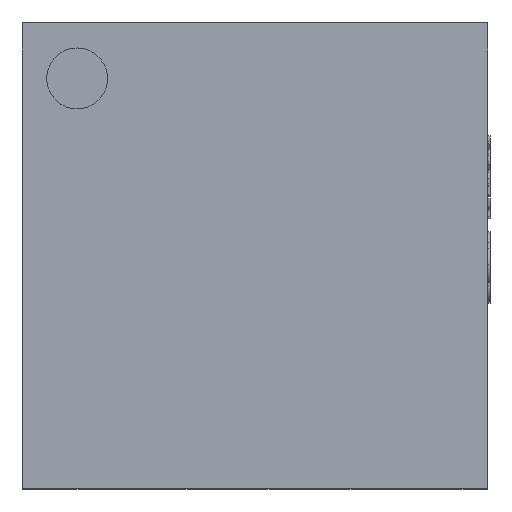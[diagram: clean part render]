
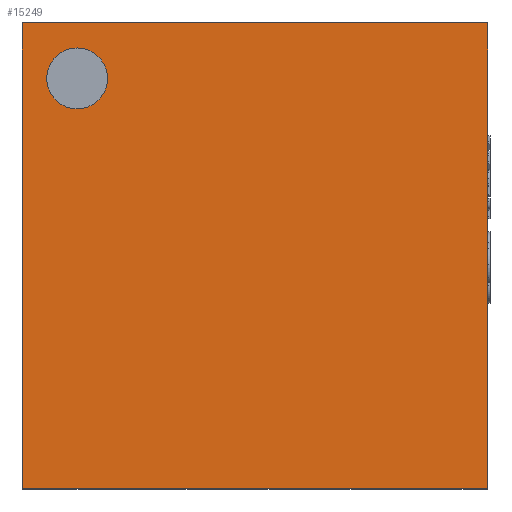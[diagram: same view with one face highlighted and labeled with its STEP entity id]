
A CAD part, top view. The second image highlights one B-rep face of the part: STEP entity #15249.
In plain terms, the highlighted planar face has unit normal (0, 0, 1).
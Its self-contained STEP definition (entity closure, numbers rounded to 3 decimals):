
#60 = DIRECTION ( 'NONE',  ( -1., 0., 0. ) ) ;
#276 = EDGE_CURVE ( 'NONE', #13530, #5154, #5318, .T. ) ;
#438 = AXIS2_PLACEMENT_3D ( 'NONE', #6554, #11758, #60 ) ;
#554 = VECTOR ( 'NONE', #5167, 1000. ) ;
#1182 = DIRECTION ( 'NONE',  ( 0., 0., 1. ) ) ;
#1508 = ORIENTED_EDGE ( 'NONE', *, *, #4281, .T. ) ;
#2711 = CARTESIAN_POINT ( 'NONE',  ( -1., -1., 0.95 ) ) ;
#2724 = DIRECTION ( 'NONE',  ( 0., -1., 0. ) ) ;
#2827 = EDGE_CURVE ( 'NONE', #6448, #11521, #11631, .T. ) ;
#3070 = CARTESIAN_POINT ( 'NONE',  ( -1., 1., 0.95 ) ) ;
#3474 = VERTEX_POINT ( 'NONE', #14418 ) ;
#3792 = VECTOR ( 'NONE', #2724, 1000. ) ;
#3834 = FACE_OUTER_BOUND ( 'NONE', #13610, .T. ) ;
#3844 = DIRECTION ( 'NONE',  ( 0., 1., 0. ) ) ;
#4243 = DIRECTION ( 'NONE',  ( 1., 0., 0. ) ) ;
#4281 = EDGE_CURVE ( 'NONE', #11521, #3474, #9192, .T. ) ;
#4813 = CARTESIAN_POINT ( 'NONE',  ( 1., 1., 0.95 ) ) ;
#5154 = VERTEX_POINT ( 'NONE', #12326 ) ;
#5167 = DIRECTION ( 'NONE',  ( -1., 0., 0. ) ) ;
#5318 = CIRCLE ( 'NONE', #11321, 0.131 ) ;
#6394 = DIRECTION ( 'NONE',  ( 1., 0., 0. ) ) ;
#6448 = VERTEX_POINT ( 'NONE', #4813 ) ;
#6554 = CARTESIAN_POINT ( 'NONE',  ( 0., 0., 0.95 ) ) ;
#6887 = EDGE_CURVE ( 'NONE', #5154, #13530, #12522, .T. ) ;
#7903 = DIRECTION ( 'NONE',  ( 1., 0., 0. ) ) ;
#8354 = ORIENTED_EDGE ( 'NONE', *, *, #276, .F. ) ;
#9015 = PLANE ( 'NONE',  #438 ) ;
#9054 = EDGE_LOOP ( 'NONE', ( #8354, #13239 ) ) ;
#9183 = VECTOR ( 'NONE', #3844, 1000. ) ;
#9192 = LINE ( 'NONE', #14437, #3792 ) ;
#10304 = LINE ( 'NONE', #15568, #9183 ) ;
#10316 = AXIS2_PLACEMENT_3D ( 'NONE', #12895, #1182, #6394 ) ;
#10690 = CARTESIAN_POINT ( 'NONE',  ( -0.763, 0.762, 0.95 ) ) ;
#11321 = AXIS2_PLACEMENT_3D ( 'NONE', #10690, #15951, #4243 ) ;
#11521 = VERTEX_POINT ( 'NONE', #3070 ) ;
#11582 = FACE_BOUND ( 'NONE', #9054, .T. ) ;
#11631 = LINE ( 'NONE', #16906, #554 ) ;
#11758 = DIRECTION ( 'NONE',  ( 0., 0., -1. ) ) ;
#12063 = ORIENTED_EDGE ( 'NONE', *, *, #2827, .T. ) ;
#12143 = EDGE_CURVE ( 'NONE', #14841, #6448, #10304, .T. ) ;
#12326 = CARTESIAN_POINT ( 'NONE',  ( -0.894, 0.762, 0.95 ) ) ;
#12423 = EDGE_CURVE ( 'NONE', #3474, #14841, #14426, .T. ) ;
#12522 = CIRCLE ( 'NONE', #10316, 0.131 ) ;
#12895 = CARTESIAN_POINT ( 'NONE',  ( -0.763, 0.762, 0.95 ) ) ;
#13079 = CARTESIAN_POINT ( 'NONE',  ( 1., -1., 0.95 ) ) ;
#13239 = ORIENTED_EDGE ( 'NONE', *, *, #6887, .F. ) ;
#13299 = CARTESIAN_POINT ( 'NONE',  ( -0.632, 0.762, 0.95 ) ) ;
#13523 = ORIENTED_EDGE ( 'NONE', *, *, #12143, .T. ) ;
#13530 = VERTEX_POINT ( 'NONE', #13299 ) ;
#13610 = EDGE_LOOP ( 'NONE', ( #13523, #12063, #1508, #14000 ) ) ;
#14000 = ORIENTED_EDGE ( 'NONE', *, *, #12423, .T. ) ;
#14418 = CARTESIAN_POINT ( 'NONE',  ( -1., -1., 0.95 ) ) ;
#14426 = LINE ( 'NONE', #2711, #16169 ) ;
#14437 = CARTESIAN_POINT ( 'NONE',  ( -1., -1., 0.95 ) ) ;
#14841 = VERTEX_POINT ( 'NONE', #13079 ) ;
#15249 = ADVANCED_FACE ( 'NONE', ( #11582, #3834 ), #9015, .F. ) ;
#15568 = CARTESIAN_POINT ( 'NONE',  ( 1., -1., 0.95 ) ) ;
#15951 = DIRECTION ( 'NONE',  ( 0., 0., 1. ) ) ;
#16169 = VECTOR ( 'NONE', #7903, 1000. ) ;
#16906 = CARTESIAN_POINT ( 'NONE',  ( -1., 1., 0.95 ) ) ;
